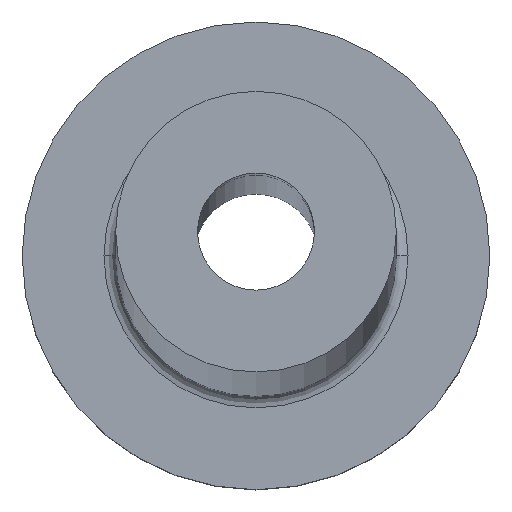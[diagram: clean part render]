
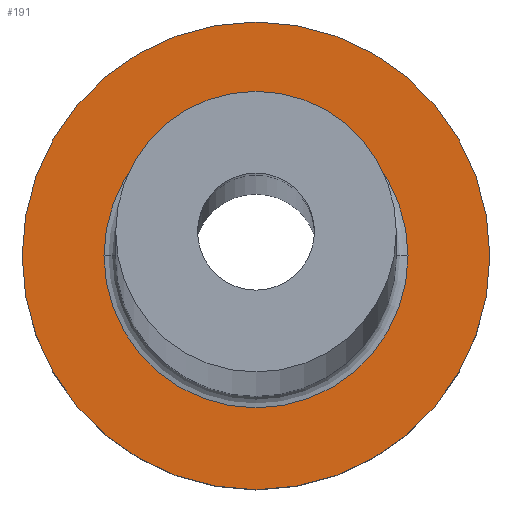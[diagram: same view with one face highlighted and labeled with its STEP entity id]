
A CAD part, top view. The second image highlights one B-rep face of the part: STEP entity #191.
In plain terms, the highlighted planar face has unit normal (0, 0, 1).
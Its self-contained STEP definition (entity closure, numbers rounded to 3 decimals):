
#7 = DIRECTION ( 'NONE',  ( 1., 0., 0. ) ) ;
#9 = DIRECTION ( 'NONE',  ( 0., 0., 1. ) ) ;
#10 = EDGE_CURVE ( 'NONE', #18, #82, #68, .T. ) ;
#18 = VERTEX_POINT ( 'NONE', #136 ) ;
#49 = ORIENTED_EDGE ( 'NONE', *, *, #10, .T. ) ;
#68 = CIRCLE ( 'NONE', #390, 6.5 ) ;
#78 = PLANE ( 'NONE',  #412 ) ;
#82 = VERTEX_POINT ( 'NONE', #392 ) ;
#94 = CIRCLE ( 'NONE', #223, 10. ) ;
#104 = CARTESIAN_POINT ( 'NONE',  ( 0., 0., 7. ) ) ;
#115 = FACE_BOUND ( 'NONE', #441, .T. ) ;
#134 = AXIS2_PLACEMENT_3D ( 'NONE', #338, #335, #341 ) ;
#136 = CARTESIAN_POINT ( 'NONE',  ( -6.5, 0., 7. ) ) ;
#143 = DIRECTION ( 'NONE',  ( 0., 0., -1. ) ) ;
#154 = CIRCLE ( 'NONE', #369, 6.5 ) ;
#181 = DIRECTION ( 'NONE',  ( 0., 0., -1. ) ) ;
#191 = ADVANCED_FACE ( 'NONE', ( #115, #265 ), #78, .T. ) ;
#199 = CARTESIAN_POINT ( 'NONE',  ( 10., 0., 7. ) ) ;
#218 = CARTESIAN_POINT ( 'NONE',  ( 0., 0., 7. ) ) ;
#223 = AXIS2_PLACEMENT_3D ( 'NONE', #277, #345, #452 ) ;
#249 = EDGE_CURVE ( 'NONE', #316, #417, #331, .T. ) ;
#265 = FACE_OUTER_BOUND ( 'NONE', #342, .T. ) ;
#277 = CARTESIAN_POINT ( 'NONE',  ( 0., 0., 7. ) ) ;
#282 = ORIENTED_EDGE ( 'NONE', *, *, #249, .T. ) ;
#316 = VERTEX_POINT ( 'NONE', #199 ) ;
#323 = DIRECTION ( 'NONE',  ( 1., 0., 0. ) ) ;
#331 = CIRCLE ( 'NONE', #134, 10. ) ;
#335 = DIRECTION ( 'NONE',  ( 0., 0., 1. ) ) ;
#337 = ORIENTED_EDGE ( 'NONE', *, *, #429, .T. ) ;
#338 = CARTESIAN_POINT ( 'NONE',  ( 0., 0., 7. ) ) ;
#341 = DIRECTION ( 'NONE',  ( 1., 0., 0. ) ) ;
#342 = EDGE_LOOP ( 'NONE', ( #337, #282 ) ) ;
#345 = DIRECTION ( 'NONE',  ( 0., 0., 1. ) ) ;
#369 = AXIS2_PLACEMENT_3D ( 'NONE', #218, #143, #323 ) ;
#386 = EDGE_CURVE ( 'NONE', #82, #18, #154, .T. ) ;
#387 = DIRECTION ( 'NONE',  ( 1., 0., 0. ) ) ;
#390 = AXIS2_PLACEMENT_3D ( 'NONE', #104, #181, #387 ) ;
#392 = CARTESIAN_POINT ( 'NONE',  ( 6.5, 0., 7. ) ) ;
#412 = AXIS2_PLACEMENT_3D ( 'NONE', #442, #9, #7 ) ;
#417 = VERTEX_POINT ( 'NONE', #456 ) ;
#429 = EDGE_CURVE ( 'NONE', #417, #316, #94, .T. ) ;
#441 = EDGE_LOOP ( 'NONE', ( #449, #49 ) ) ;
#442 = CARTESIAN_POINT ( 'NONE',  ( 0., 0., 7. ) ) ;
#449 = ORIENTED_EDGE ( 'NONE', *, *, #386, .T. ) ;
#452 = DIRECTION ( 'NONE',  ( 1., 0., 0. ) ) ;
#456 = CARTESIAN_POINT ( 'NONE',  ( -10., 0., 7. ) ) ;
